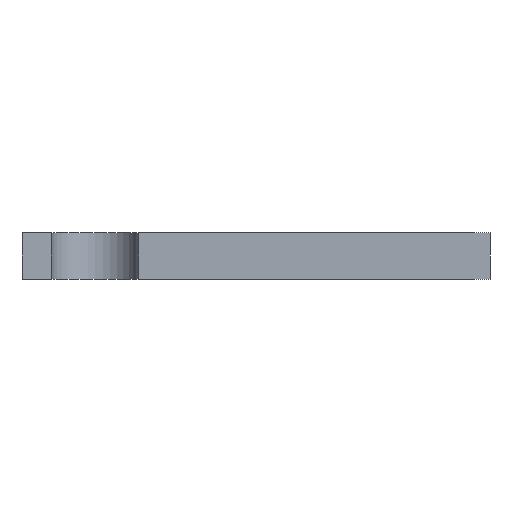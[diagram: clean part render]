
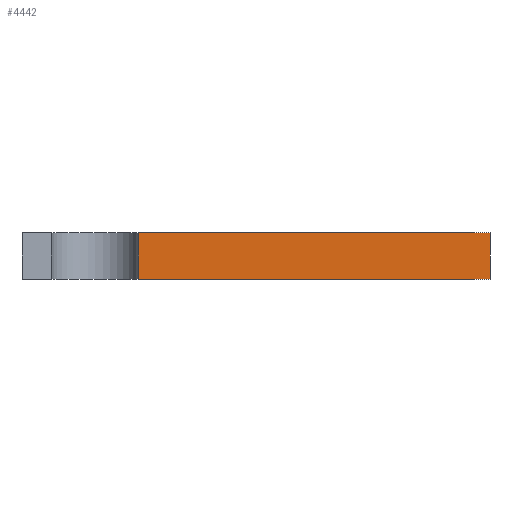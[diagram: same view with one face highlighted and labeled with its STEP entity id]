
A CAD part, front view. The second image highlights one B-rep face of the part: STEP entity #4442.
In plain terms, the highlighted planar face has unit normal (0, -1, 0).
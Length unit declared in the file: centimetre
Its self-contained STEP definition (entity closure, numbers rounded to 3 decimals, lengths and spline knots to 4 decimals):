
#633=VERTEX_POINT('',#6951);
#634=VERTEX_POINT('',#6953);
#635=VERTEX_POINT('',#6957);
#636=VERTEX_POINT('',#6959);
#1130=VECTOR('',#5711,1.);
#1132=VECTOR('',#5714,1.);
#1133=VECTOR('',#5715,1.);
#1134=VECTOR('',#5716,1.);
#1630=LINE('',#6952,#1130);
#1632=LINE('',#6956,#1132);
#1633=LINE('',#6958,#1133);
#1634=LINE('',#6960,#1134);
#2210=EDGE_CURVE('',#634,#633,#1630,.T.);
#2212=EDGE_CURVE('',#633,#635,#1632,.T.);
#2213=EDGE_CURVE('',#636,#635,#1633,.T.);
#2214=EDGE_CURVE('',#636,#634,#1634,.T.);
#3117=ORIENTED_EDGE('',*,*,#2212,.T.);
#3118=ORIENTED_EDGE('',*,*,#2213,.F.);
#3119=ORIENTED_EDGE('',*,*,#2214,.T.);
#3120=ORIENTED_EDGE('',*,*,#2210,.T.);
#3669=EDGE_LOOP('',(#3117,#3118,#3119,#3120));
#4075=FACE_BOUND('',#3669,.T.);
#4442=ADVANCED_FACE('',(#4075),#7181,.T.);
#4771=AXIS2_PLACEMENT_3D('',#6955,#5713,$);
#5711=DIRECTION('',(0.,0.,1.));
#5713=DIRECTION('',(0.,-1.,0.));
#5714=DIRECTION('',(-1.,0.,0.));
#5715=DIRECTION('',(0.,0.,1.));
#5716=DIRECTION('',(1.,0.,0.));
#6951=CARTESIAN_POINT('',(0.275,-0.2,0.08));
#6952=CARTESIAN_POINT('',(0.275,-0.2,0.));
#6953=CARTESIAN_POINT('',(0.275,-0.2,0.));
#6955=CARTESIAN_POINT('',(-0.025,-0.2,0.));
#6956=CARTESIAN_POINT('',(-0.325,-0.2,0.08));
#6957=CARTESIAN_POINT('',(-0.325,-0.2,0.08));
#6958=CARTESIAN_POINT('',(-0.325,-0.2,0.));
#6959=CARTESIAN_POINT('',(-0.325,-0.2,0.));
#6960=CARTESIAN_POINT('',(-0.325,-0.2,0.));
#7181=PLANE('',#4771);
